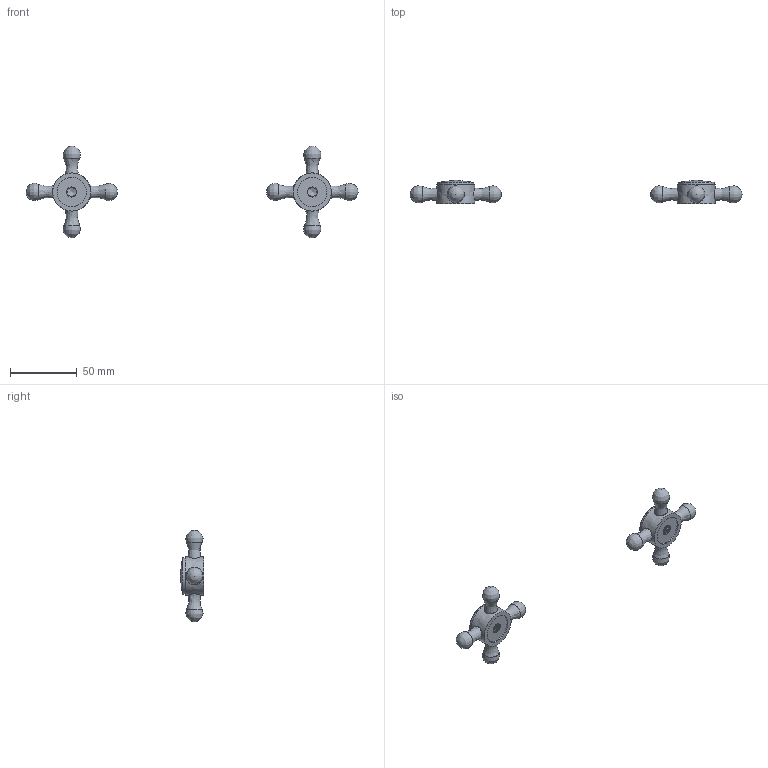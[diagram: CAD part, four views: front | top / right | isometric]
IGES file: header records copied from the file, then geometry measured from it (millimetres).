
Global section: file name: V251-XB cross-top-handle-assy; native system: Autodesk Inventor 2018; preprocessor: unknown; author: adaniels; date: 20190709.092505; units: millimetre
Bounding box: 248.5 x 17.54 x 68.5 mm (x, y, z)
Volume: 30026.5 mm3; surface area: 16569.9 mm2
Topology: 6 solids, 6 shells, 196 faces, 580 edges, 398 vertices
Faces by surface type: bspline 196
